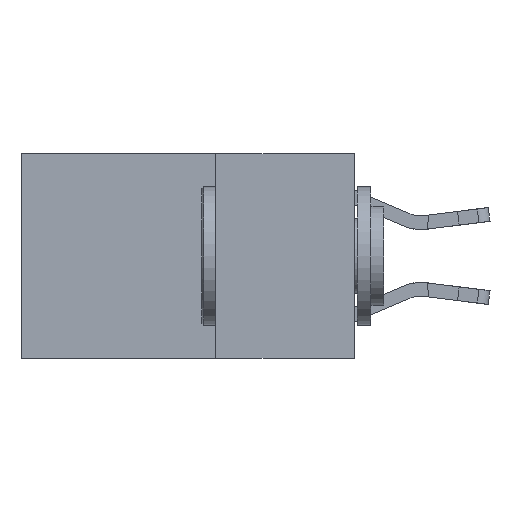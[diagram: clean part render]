
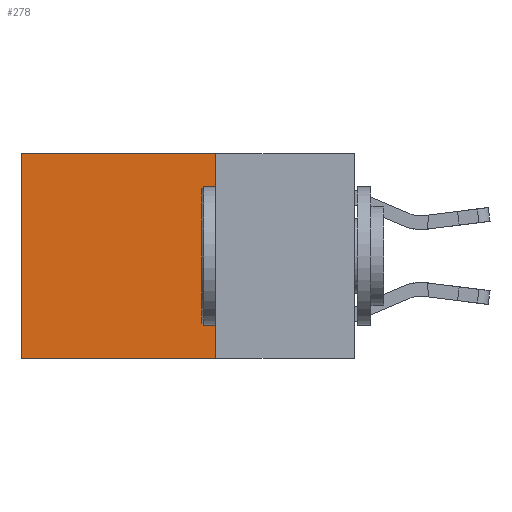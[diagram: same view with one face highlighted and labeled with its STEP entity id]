
A CAD part, left-side view. The second image highlights one B-rep face of the part: STEP entity #278.
In plain terms, the highlighted planar face has unit normal (-1, 0, 0).
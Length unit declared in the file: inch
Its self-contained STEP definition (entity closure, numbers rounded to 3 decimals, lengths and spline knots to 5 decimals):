
#94 = CARTESIAN_POINT ( 'NONE',  ( 0.2625, 0.25, 0. ) ) ;
#278 = ADVANCED_FACE ( 'NONE', ( #2587 ), #14996, .F. ) ;
#723 = DIRECTION ( 'NONE',  ( 1., 0., 0. ) ) ;
#2046 = LINE ( 'NONE', #2250, #13801 ) ;
#2150 = DIRECTION ( 'NONE',  ( 0., 1., 0. ) ) ;
#2250 = CARTESIAN_POINT ( 'NONE',  ( 0.2625, 0.25, 0. ) ) ;
#2416 = EDGE_CURVE ( 'NONE', #6846, #15036, #3210, .T. ) ;
#2458 = CARTESIAN_POINT ( 'NONE',  ( 0.2625, 0.25, -0.37 ) ) ;
#2587 = FACE_OUTER_BOUND ( 'NONE', #4984, .T. ) ;
#3054 = LINE ( 'NONE', #2458, #13051 ) ;
#3210 = LINE ( 'NONE', #14059, #3867 ) ;
#3523 = LINE ( 'NONE', #94, #16149 ) ;
#3867 = VECTOR ( 'NONE', #19247, 39.37008 ) ;
#4047 = CARTESIAN_POINT ( 'NONE',  ( 0.2625, 0.25, 0. ) ) ;
#4517 = EDGE_CURVE ( 'NONE', #6250, #6846, #2046, .T. ) ;
#4984 = EDGE_LOOP ( 'NONE', ( #6256, #17539, #10580, #16778 ) ) ;
#6250 = VERTEX_POINT ( 'NONE', #11544 ) ;
#6256 = ORIENTED_EDGE ( 'NONE', *, *, #2416, .T. ) ;
#6846 = VERTEX_POINT ( 'NONE', #7001 ) ;
#6993 = DIRECTION ( 'NONE',  ( 0., 0., -1. ) ) ;
#7001 = CARTESIAN_POINT ( 'NONE',  ( 0.2625, 0.6, 0. ) ) ;
#7923 = DIRECTION ( 'NONE',  ( 0., 0., -1. ) ) ;
#10580 = ORIENTED_EDGE ( 'NONE', *, *, #10991, .F. ) ;
#10991 = EDGE_CURVE ( 'NONE', #6250, #11848, #3523, .T. ) ;
#11222 = AXIS2_PLACEMENT_3D ( 'NONE', #4047, #723, #6993 ) ;
#11544 = CARTESIAN_POINT ( 'NONE',  ( 0.2625, 0.25, 0. ) ) ;
#11848 = VERTEX_POINT ( 'NONE', #14113 ) ;
#13051 = VECTOR ( 'NONE', #15365, 39.37008 ) ;
#13801 = VECTOR ( 'NONE', #2150, 39.37008 ) ;
#14059 = CARTESIAN_POINT ( 'NONE',  ( 0.2625, 0.6, 0. ) ) ;
#14113 = CARTESIAN_POINT ( 'NONE',  ( 0.2625, 0.25, -0.37 ) ) ;
#14996 = PLANE ( 'NONE',  #11222 ) ;
#15036 = VERTEX_POINT ( 'NONE', #15859 ) ;
#15365 = DIRECTION ( 'NONE',  ( 0., 1., 0. ) ) ;
#15859 = CARTESIAN_POINT ( 'NONE',  ( 0.2625, 0.6, -0.37 ) ) ;
#15973 = EDGE_CURVE ( 'NONE', #11848, #15036, #3054, .T. ) ;
#16149 = VECTOR ( 'NONE', #7923, 39.37008 ) ;
#16778 = ORIENTED_EDGE ( 'NONE', *, *, #4517, .T. ) ;
#17539 = ORIENTED_EDGE ( 'NONE', *, *, #15973, .F. ) ;
#19247 = DIRECTION ( 'NONE',  ( 0., 0., -1. ) ) ;
